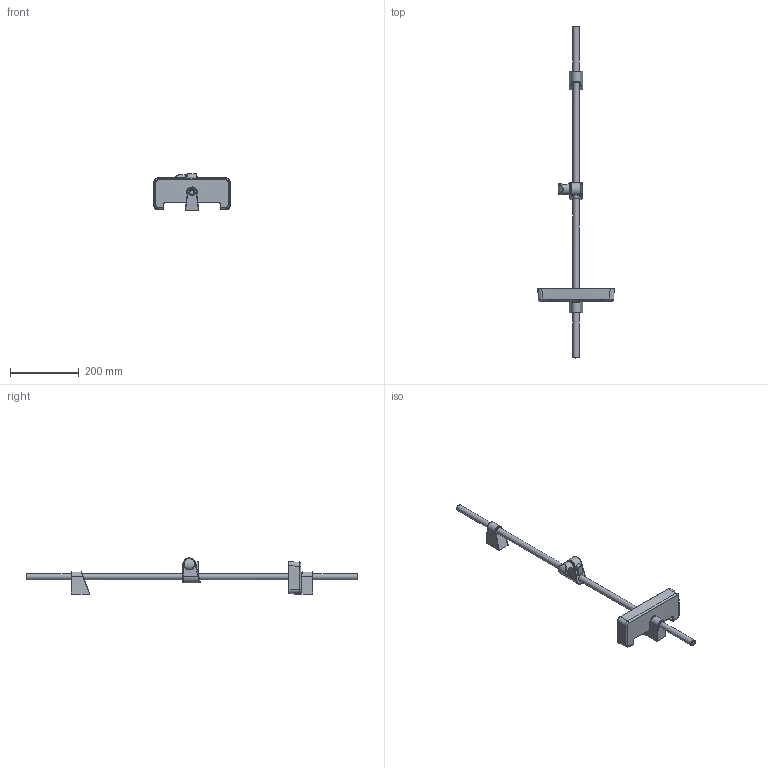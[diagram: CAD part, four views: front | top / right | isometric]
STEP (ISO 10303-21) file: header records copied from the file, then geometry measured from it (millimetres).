
FILE_DESCRIPTION (( 'STEP AP203' ), '1' );
FILE_NAME ('254900(2016)+44700300.STEP', '2017-03-09T05:47:28', ( '' ), ( '' ), 'SwSTEP 2.0', 'SolidWorks 2016', '' );
FILE_SCHEMA (( 'CONFIG_CONTROL_DESIGN' ));
Length unit declared in the file: millimetre
Products named in the file (1): 254900(2016)+44700300
Bounding box: 221.91 x 962.76 x 104.79 mm (x, y, z)
Volume: 602564.8 mm3; surface area: 150385.8 mm2
Topology: 2 solids, 2 shells, 238 faces, 564 edges, 339 vertices
Faces by surface type: bspline 143, cylinder 34, plane 34, torus 21, cone 4, sphere 2
Full cylindrical faces by diameter (mm): 17.8 x4
Entity records: 14122 total; most frequent: CARTESIAN_POINT 9885, ORIENTED_EDGE 1090, DIRECTION 546, EDGE_CURVE 545, VERTEX_POINT 331, B_SPLINE_CURVE_WITH_KNOTS 263, EDGE_LOOP 258, FACE_OUTER_BOUND 246
